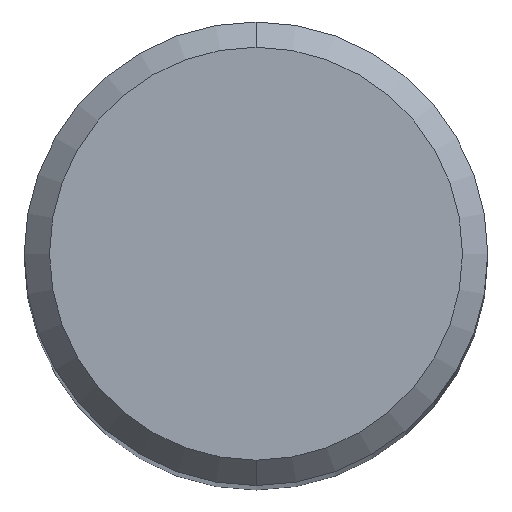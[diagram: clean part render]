
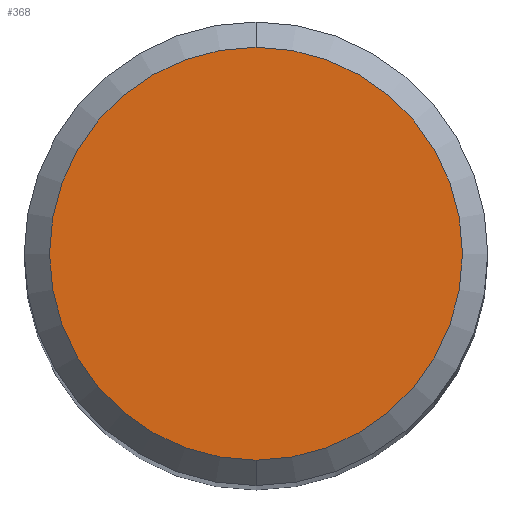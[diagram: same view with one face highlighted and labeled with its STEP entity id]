
A CAD part, top view. The second image highlights one B-rep face of the part: STEP entity #368.
In plain terms, the highlighted planar face has unit normal (0, 0, 1).
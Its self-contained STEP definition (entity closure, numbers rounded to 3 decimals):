
#268=VERTEX_POINT('',#580);
#278=EDGE_CURVE('',#268,#330,#592,.T.);
#330=VERTEX_POINT('',#650);
#368=ADVANCED_FACE('',(#690),#691,.T.);
#372=EDGE_CURVE('',#330,#268,#695,.T.);
#580=CARTESIAN_POINT('',(0.0,4.9,0.0));
#592=CIRCLE('',#1015,4.9);
#650=CARTESIAN_POINT('',(0.,-4.9,0.0));
#690=FACE_OUTER_BOUND('',#1224,.T.);
#691=PLANE('',#1225);
#695=CIRCLE('',#1230,4.9);
#1015=AXIS2_PLACEMENT_3D('',#1608,#1609,#1610);
#1224=EDGE_LOOP('',(#1711,#1712));
#1225=AXIS2_PLACEMENT_3D('',#1713,#1714,#1715);
#1230=AXIS2_PLACEMENT_3D('',#1716,#1717,#1718);
#1608=CARTESIAN_POINT('',(0.0,0.0,0.0));
#1609=DIRECTION('',(0.0,0.0,-1.0));
#1610=DIRECTION('',(0.0,1.0,0.0));
#1711=ORIENTED_EDGE('',*,*,#278,.F.);
#1712=ORIENTED_EDGE('',*,*,#372,.F.);
#1713=CARTESIAN_POINT('',(0.0,2.45,0.0));
#1714=DIRECTION('',(-0.0,0.0,1.0));
#1715=DIRECTION('',(0.0,-1.0,0.0));
#1716=CARTESIAN_POINT('',(0.0,0.0,0.0));
#1717=DIRECTION('',(0.0,0.0,-1.0));
#1718=DIRECTION('',(0.0,1.0,0.0));
